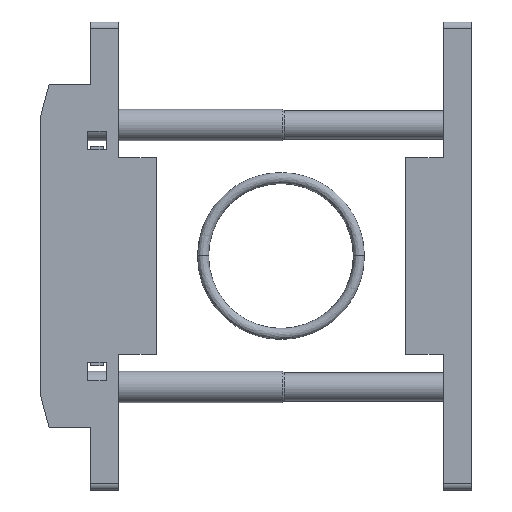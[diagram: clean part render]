
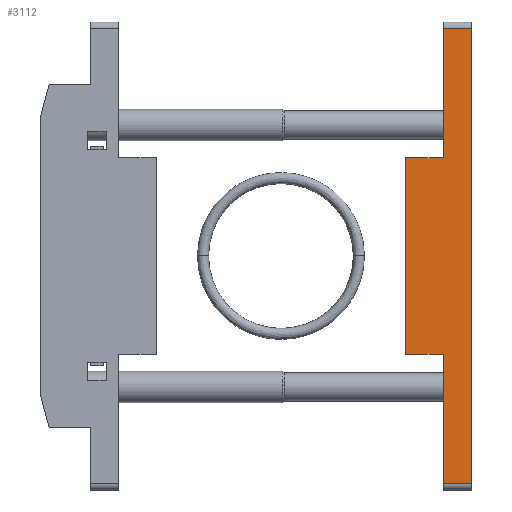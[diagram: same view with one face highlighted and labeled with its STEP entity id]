
A CAD part, top view. The second image highlights one B-rep face of the part: STEP entity #3112.
In plain terms, the highlighted planar face has unit normal (0, 0, 1).
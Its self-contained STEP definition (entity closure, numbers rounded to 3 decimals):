
#105 = DIRECTION ( 'NONE',  ( -1., 0., 0. ) ) ;
#487 = VECTOR ( 'NONE', #1688, 1000. ) ;
#606 = LINE ( 'NONE', #3934, #7323 ) ;
#705 = CARTESIAN_POINT ( 'NONE',  ( 64.5, 15.75, 5.15 ) ) ;
#798 = ORIENTED_EDGE ( 'NONE', *, *, #4111, .T. ) ;
#964 = LINE ( 'NONE', #1967, #1655 ) ;
#1309 = ORIENTED_EDGE ( 'NONE', *, *, #7378, .T. ) ;
#1508 = VERTEX_POINT ( 'NONE', #6119 ) ;
#1521 = EDGE_CURVE ( 'NONE', #3354, #7839, #4858, .T. ) ;
#1622 = PLANE ( 'NONE',  #4266 ) ;
#1655 = VECTOR ( 'NONE', #105, 1000. ) ;
#1688 = DIRECTION ( 'NONE',  ( 0., -1., 0. ) ) ;
#1954 = EDGE_LOOP ( 'NONE', ( #798, #3653, #2308, #8133, #8159, #1309, #4991, #5674 ) ) ;
#1967 = CARTESIAN_POINT ( 'NONE',  ( 64.5, 36.5, 5.15 ) ) ;
#1978 = DIRECTION ( 'NONE',  ( 0., -1., 0. ) ) ;
#2308 = ORIENTED_EDGE ( 'NONE', *, *, #5594, .F. ) ;
#2442 = CARTESIAN_POINT ( 'NONE',  ( 58.5, 36.5, 5.15 ) ) ;
#2696 = VECTOR ( 'NONE', #3074, 1000. ) ;
#3074 = DIRECTION ( 'NONE',  ( 1., 0., 0. ) ) ;
#3112 = ADVANCED_FACE ( 'NONE', ( #7343 ), #1622, .T. ) ;
#3139 = EDGE_CURVE ( 'NONE', #6620, #4012, #6346, .T. ) ;
#3354 = VERTEX_POINT ( 'NONE', #4607 ) ;
#3374 = LINE ( 'NONE', #4013, #6527 ) ;
#3384 = CARTESIAN_POINT ( 'NONE',  ( 69., -36.5, 5.15 ) ) ;
#3507 = CARTESIAN_POINT ( 'NONE',  ( 64.5, 36.5, 5.15 ) ) ;
#3653 = ORIENTED_EDGE ( 'NONE', *, *, #3139, .T. ) ;
#3716 = DIRECTION ( 'NONE',  ( -1., 0., 0. ) ) ;
#3772 = VERTEX_POINT ( 'NONE', #4366 ) ;
#3828 = EDGE_CURVE ( 'NONE', #7839, #4301, #7738, .T. ) ;
#3934 = CARTESIAN_POINT ( 'NONE',  ( 64.5, 36.5, 5.15 ) ) ;
#3955 = VECTOR ( 'NONE', #3716, 1000. ) ;
#4012 = VERTEX_POINT ( 'NONE', #3384 ) ;
#4013 = CARTESIAN_POINT ( 'NONE',  ( 64.5, 36.5, 5.15 ) ) ;
#4064 = CARTESIAN_POINT ( 'NONE',  ( 64.5, 36.5, 5.15 ) ) ;
#4111 = EDGE_CURVE ( 'NONE', #4301, #6620, #3374, .T. ) ;
#4150 = DIRECTION ( 'NONE',  ( 0., 0., 1. ) ) ;
#4229 = LINE ( 'NONE', #4278, #487 ) ;
#4266 = AXIS2_PLACEMENT_3D ( 'NONE', #3507, #4150, #5423 ) ;
#4278 = CARTESIAN_POINT ( 'NONE',  ( 69., -36.5, 5.15 ) ) ;
#4301 = VERTEX_POINT ( 'NONE', #5382 ) ;
#4366 = CARTESIAN_POINT ( 'NONE',  ( 64.5, 15.75, 5.15 ) ) ;
#4377 = VECTOR ( 'NONE', #5083, 1000. ) ;
#4601 = CARTESIAN_POINT ( 'NONE',  ( 58.5, -15.75, 5.15 ) ) ;
#4607 = CARTESIAN_POINT ( 'NONE',  ( 58.5, 15.75, 5.15 ) ) ;
#4701 = VERTEX_POINT ( 'NONE', #4064 ) ;
#4856 = DIRECTION ( 'NONE',  ( 0., -1., 0. ) ) ;
#4858 = LINE ( 'NONE', #2442, #6234 ) ;
#4932 = CARTESIAN_POINT ( 'NONE',  ( 64.5, -36.5, 5.15 ) ) ;
#4991 = ORIENTED_EDGE ( 'NONE', *, *, #1521, .T. ) ;
#5083 = DIRECTION ( 'NONE',  ( 1., 0., 0. ) ) ;
#5382 = CARTESIAN_POINT ( 'NONE',  ( 64.5, -15.75, 5.15 ) ) ;
#5423 = DIRECTION ( 'NONE',  ( 0., -1., 0. ) ) ;
#5594 = EDGE_CURVE ( 'NONE', #1508, #4012, #4229, .T. ) ;
#5674 = ORIENTED_EDGE ( 'NONE', *, *, #3828, .T. ) ;
#5766 = CARTESIAN_POINT ( 'NONE',  ( 64.5, -15.75, 5.15 ) ) ;
#5830 = EDGE_CURVE ( 'NONE', #1508, #4701, #964, .T. ) ;
#5928 = DIRECTION ( 'NONE',  ( 0., -1., 0. ) ) ;
#6119 = CARTESIAN_POINT ( 'NONE',  ( 69., 36.5, 5.15 ) ) ;
#6234 = VECTOR ( 'NONE', #4856, 1000. ) ;
#6346 = LINE ( 'NONE', #4932, #2696 ) ;
#6527 = VECTOR ( 'NONE', #5928, 1000. ) ;
#6620 = VERTEX_POINT ( 'NONE', #6824 ) ;
#6824 = CARTESIAN_POINT ( 'NONE',  ( 64.5, -36.5, 5.15 ) ) ;
#7323 = VECTOR ( 'NONE', #1978, 1000. ) ;
#7343 = FACE_OUTER_BOUND ( 'NONE', #1954, .T. ) ;
#7378 = EDGE_CURVE ( 'NONE', #3772, #3354, #7737, .T. ) ;
#7504 = EDGE_CURVE ( 'NONE', #4701, #3772, #606, .T. ) ;
#7737 = LINE ( 'NONE', #705, #3955 ) ;
#7738 = LINE ( 'NONE', #5766, #4377 ) ;
#7839 = VERTEX_POINT ( 'NONE', #4601 ) ;
#8133 = ORIENTED_EDGE ( 'NONE', *, *, #5830, .T. ) ;
#8159 = ORIENTED_EDGE ( 'NONE', *, *, #7504, .T. ) ;
